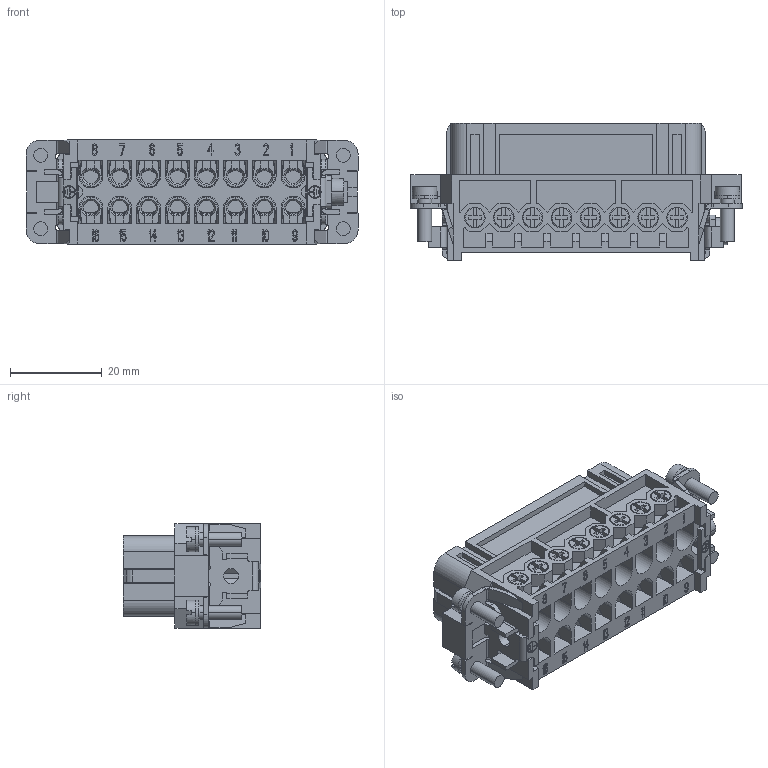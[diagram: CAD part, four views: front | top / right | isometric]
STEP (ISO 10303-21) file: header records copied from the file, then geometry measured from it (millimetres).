
FILE_DESCRIPTION((''),'2;1');
FILE_NAME('ASM0005_ASM_ASM','2020-09-22T',('lian.chen'),(''),'PRO/ENGINEER BY PARAMETRIC TECHNOLOGY CORPORATION, 2012480','PRO/ENGINEER BY PARAMETRIC TECHNOLOGY CORPORATION, 2012480','');
FILE_SCHEMA(('AUTOMOTIVE_DESIGN { 1 0 10303 214 1 1 1 1 }'));
Products named in the file (2): MSBR-1; ASM0005_ASM_ASM
Assembly tree (1 placements, depth 2):
  ASM0005_ASM_ASM
    MSBR-1
Bounding box: 72.4 x 30.04 x 22.7 mm (x, y, z)
Volume: 24838.1 mm3; surface area: 23447.4 mm2
Topology: 1 solids, 2 shells, 4082 faces, 12142 edges, 8078 vertices
Faces by surface type: plane 2736, cylinder 844, cone 152, bspline 124, torus 98, extrusion 96, revolution 32
Entity records: 146385 total; most frequent: CARTESIAN_POINT 37125, ORIENTED_EDGE 24156, DIRECTION 20990, EDGE_CURVE 12078, VECTOR 8624, LINE 8528, VERTEX_POINT 8078, AXIS2_PLACEMENT_3D 6167
